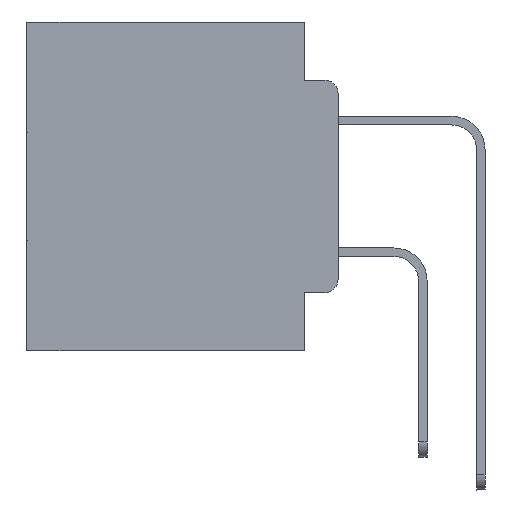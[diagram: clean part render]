
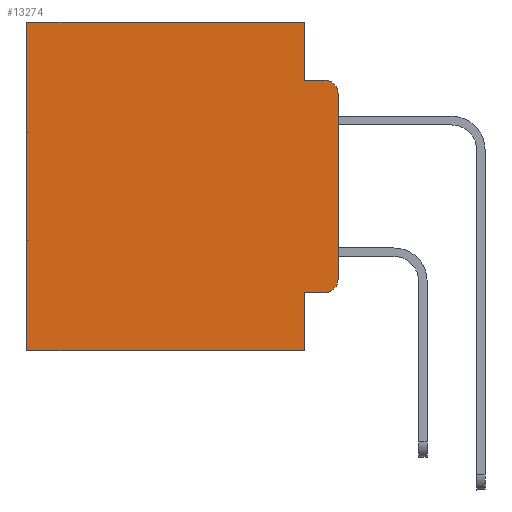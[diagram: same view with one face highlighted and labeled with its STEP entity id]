
A CAD part, left-side view. The second image highlights one B-rep face of the part: STEP entity #13274.
In plain terms, the highlighted planar face has unit normal (-1, 0, 0).
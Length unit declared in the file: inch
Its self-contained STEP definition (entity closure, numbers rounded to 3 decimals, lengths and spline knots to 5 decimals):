
#17 = CARTESIAN_POINT ( 'NONE',  ( 0.298, 0., -0.1085 ) ) ;
#151 = VERTEX_POINT ( 'NONE', #1398 ) ;
#699 = DIRECTION ( 'NONE',  ( 0., -1., 0. ) ) ;
#855 = CARTESIAN_POINT ( 'NONE',  ( 0.298, 0.051, -0.4115 ) ) ;
#1351 = CARTESIAN_POINT ( 'NONE',  ( 0.298, 0., 0. ) ) ;
#1398 = CARTESIAN_POINT ( 'NONE',  ( 0.298, 0., -0.3915 ) ) ;
#1624 = AXIS2_PLACEMENT_3D ( 'NONE', #1850, #12028, #24517 ) ;
#1669 = DIRECTION ( 'NONE',  ( 0., 0., -1. ) ) ;
#1850 = CARTESIAN_POINT ( 'NONE',  ( 0.298, 0.02, -0.1085 ) ) ;
#1964 = CARTESIAN_POINT ( 'NONE',  ( 0.298, 0., -0.5 ) ) ;
#2284 = LINE ( 'NONE', #12805, #25122 ) ;
#3065 = VECTOR ( 'NONE', #13716, 39.37008 ) ;
#3225 = LINE ( 'NONE', #855, #21083 ) ;
#4007 = CARTESIAN_POINT ( 'NONE',  ( 0.298, 0., 0. ) ) ;
#4157 = EDGE_CURVE ( 'NONE', #15814, #32733, #3225, .T. ) ;
#4534 = LINE ( 'NONE', #7059, #13092 ) ;
#4848 = DIRECTION ( 'NONE',  ( 0., 0., -1. ) ) ;
#5185 = CARTESIAN_POINT ( 'NONE',  ( 0.298, 0.051, -0.5 ) ) ;
#5901 = EDGE_LOOP ( 'NONE', ( #33100, #17059, #16897, #17664, #32928, #16306, #31180, #19778, #9859, #10959 ) ) ;
#6041 = PLANE ( 'NONE',  #24518 ) ;
#7059 = CARTESIAN_POINT ( 'NONE',  ( 0.298, 0.051, 0. ) ) ;
#8403 = VECTOR ( 'NONE', #1669, 39.37008 ) ;
#9029 = DIRECTION ( 'NONE',  ( 0., 0., -1. ) ) ;
#9063 = CARTESIAN_POINT ( 'NONE',  ( 0.298, 0., 0. ) ) ;
#9486 = LINE ( 'NONE', #1964, #18594 ) ;
#9859 = ORIENTED_EDGE ( 'NONE', *, *, #4157, .T. ) ;
#10447 = EDGE_CURVE ( 'NONE', #31580, #25145, #25160, .T. ) ;
#10959 = ORIENTED_EDGE ( 'NONE', *, *, #16549, .T. ) ;
#11103 = EDGE_CURVE ( 'NONE', #16981, #19698, #2284, .T. ) ;
#11542 = DIRECTION ( 'NONE',  ( 1., 0., 0. ) ) ;
#12028 = DIRECTION ( 'NONE',  ( -1., 0., 0. ) ) ;
#12805 = CARTESIAN_POINT ( 'NONE',  ( 0.298, 0.473, 0. ) ) ;
#13092 = VECTOR ( 'NONE', #25359, 39.37008 ) ;
#13274 = ADVANCED_FACE ( 'NONE', ( #21319 ), #6041, .F. ) ;
#13716 = DIRECTION ( 'NONE',  ( 0., 1., 0. ) ) ;
#13736 = CARTESIAN_POINT ( 'NONE',  ( 0.298, 0.051, -0.4115 ) ) ;
#14434 = VECTOR ( 'NONE', #4848, 39.37008 ) ;
#14871 = DIRECTION ( 'NONE',  ( 0., 0., -1. ) ) ;
#14888 = CARTESIAN_POINT ( 'NONE',  ( 0.298, 0.051, 0. ) ) ;
#15814 = VERTEX_POINT ( 'NONE', #13736 ) ;
#16056 = CIRCLE ( 'NONE', #1624, 0.02 ) ;
#16127 = VERTEX_POINT ( 'NONE', #5185 ) ;
#16306 = ORIENTED_EDGE ( 'NONE', *, *, #11103, .T. ) ;
#16419 = CARTESIAN_POINT ( 'NONE',  ( 0.298, 0.051, 0. ) ) ;
#16549 = EDGE_CURVE ( 'NONE', #32733, #151, #17832, .T. ) ;
#16897 = ORIENTED_EDGE ( 'NONE', *, *, #32756, .F. ) ;
#16981 = VERTEX_POINT ( 'NONE', #32819 ) ;
#17001 = LINE ( 'NONE', #27263, #17364 ) ;
#17059 = ORIENTED_EDGE ( 'NONE', *, *, #26761, .T. ) ;
#17212 = DIRECTION ( 'NONE',  ( 0., 1., 0. ) ) ;
#17364 = VECTOR ( 'NONE', #27085, 39.37008 ) ;
#17664 = ORIENTED_EDGE ( 'NONE', *, *, #10447, .F. ) ;
#17832 = CIRCLE ( 'NONE', #21028, 0.02 ) ;
#18594 = VECTOR ( 'NONE', #17212, 39.37008 ) ;
#19127 = EDGE_CURVE ( 'NONE', #15814, #16127, #4534, .T. ) ;
#19698 = VERTEX_POINT ( 'NONE', #27238 ) ;
#19778 = ORIENTED_EDGE ( 'NONE', *, *, #19127, .F. ) ;
#20759 = EDGE_CURVE ( 'NONE', #31580, #16981, #29689, .T. ) ;
#21028 = AXIS2_PLACEMENT_3D ( 'NONE', #30681, #25469, #14871 ) ;
#21083 = VECTOR ( 'NONE', #699, 39.37008 ) ;
#21319 = FACE_OUTER_BOUND ( 'NONE', #5901, .T. ) ;
#21983 = CARTESIAN_POINT ( 'NONE',  ( 0.298, 0.02, -0.0885 ) ) ;
#22756 = EDGE_CURVE ( 'NONE', #16127, #19698, #9486, .T. ) ;
#22761 = DIRECTION ( 'NONE',  ( 0., 0., -1. ) ) ;
#22820 = CARTESIAN_POINT ( 'NONE',  ( 0.298, 0.051, -0.0885 ) ) ;
#24032 = VERTEX_POINT ( 'NONE', #21983 ) ;
#24517 = DIRECTION ( 'NONE',  ( 0., 0., -1. ) ) ;
#24518 = AXIS2_PLACEMENT_3D ( 'NONE', #1351, #11542, #9029 ) ;
#24983 = EDGE_CURVE ( 'NONE', #31493, #151, #32265, .T. ) ;
#25122 = VECTOR ( 'NONE', #22761, 39.37008 ) ;
#25145 = VERTEX_POINT ( 'NONE', #22820 ) ;
#25160 = LINE ( 'NONE', #14888, #8403 ) ;
#25359 = DIRECTION ( 'NONE',  ( 0., 0., -1. ) ) ;
#25469 = DIRECTION ( 'NONE',  ( -1., 0., 0. ) ) ;
#26761 = EDGE_CURVE ( 'NONE', #31493, #24032, #16056, .T. ) ;
#27085 = DIRECTION ( 'NONE',  ( 0., -1., 0. ) ) ;
#27238 = CARTESIAN_POINT ( 'NONE',  ( 0.298, 0.473, -0.5 ) ) ;
#27263 = CARTESIAN_POINT ( 'NONE',  ( 0.298, 0.051, -0.0885 ) ) ;
#29611 = CARTESIAN_POINT ( 'NONE',  ( 0.298, 0.02, -0.4115 ) ) ;
#29689 = LINE ( 'NONE', #4007, #3065 ) ;
#30681 = CARTESIAN_POINT ( 'NONE',  ( 0.298, 0.02, -0.3915 ) ) ;
#31180 = ORIENTED_EDGE ( 'NONE', *, *, #22756, .F. ) ;
#31493 = VERTEX_POINT ( 'NONE', #17 ) ;
#31580 = VERTEX_POINT ( 'NONE', #16419 ) ;
#32265 = LINE ( 'NONE', #9063, #14434 ) ;
#32733 = VERTEX_POINT ( 'NONE', #29611 ) ;
#32756 = EDGE_CURVE ( 'NONE', #25145, #24032, #17001, .T. ) ;
#32819 = CARTESIAN_POINT ( 'NONE',  ( 0.298, 0.473, 0. ) ) ;
#32928 = ORIENTED_EDGE ( 'NONE', *, *, #20759, .T. ) ;
#33100 = ORIENTED_EDGE ( 'NONE', *, *, #24983, .F. ) ;
